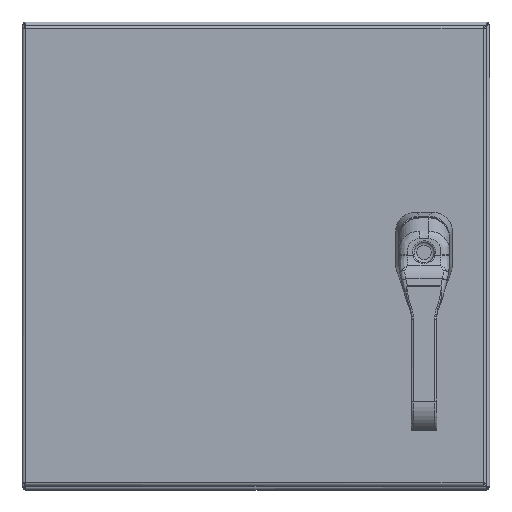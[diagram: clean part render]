
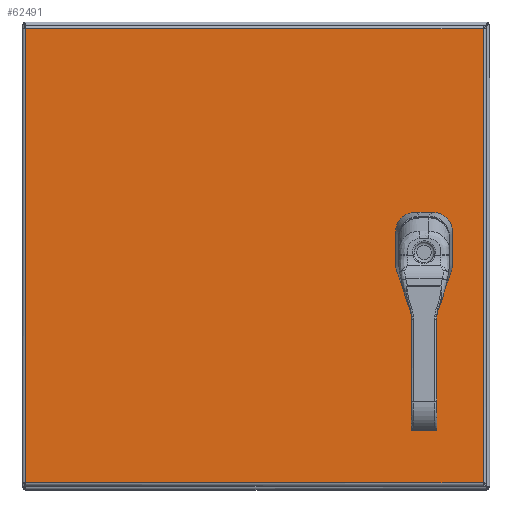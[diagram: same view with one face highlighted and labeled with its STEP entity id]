
A CAD part, top view. The second image highlights one B-rep face of the part: STEP entity #62491.
In plain terms, the highlighted planar face has unit normal (0, 0, 1).
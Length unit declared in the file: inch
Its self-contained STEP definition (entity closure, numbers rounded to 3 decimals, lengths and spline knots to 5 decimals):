
#140 = VERTEX_POINT ( 'NONE', #57871 ) ;
#289 = DIRECTION ( 'NONE',  ( 0., 0., 1. ) ) ;
#855 = LINE ( 'NONE', #64083, #63352 ) ;
#1861 = DIRECTION ( 'NONE',  ( 0., -1., 0. ) ) ;
#2030 = DIRECTION ( 'NONE',  ( 0., 0., 1. ) ) ;
#3085 = CARTESIAN_POINT ( 'NONE',  ( 13.75, 8., 8.9175 ) ) ;
#3126 = ORIENTED_EDGE ( 'NONE', *, *, #38220, .F. ) ;
#3140 = VECTOR ( 'NONE', #18140, 39.37008 ) ;
#3445 = DIRECTION ( 'NONE',  ( -1., 0., 0. ) ) ;
#3565 = CARTESIAN_POINT ( 'NONE',  ( 14.15, 7.78738, 8.9175 ) ) ;
#3598 = EDGE_CURVE ( 'NONE', #11723, #59819, #63960, .T. ) ;
#4027 = EDGE_LOOP ( 'NONE', ( #37016, #27876, #26150, #47281 ) ) ;
#4319 = CARTESIAN_POINT ( 'NONE',  ( 0.10525, 0.23025, 8.9175 ) ) ;
#5376 = VERTEX_POINT ( 'NONE', #43889 ) ;
#6592 = FACE_BOUND ( 'NONE', #15913, .T. ) ;
#6781 = CARTESIAN_POINT ( 'NONE',  ( 14.15, 8.21262, 8.9175 ) ) ;
#8503 = DIRECTION ( 'NONE',  ( -1., 0., 0. ) ) ;
#9021 = VERTEX_POINT ( 'NONE', #54970 ) ;
#9043 = CARTESIAN_POINT ( 'NONE',  ( 13.75, 8.88497, 8.9175 ) ) ;
#9932 = DIRECTION ( 'NONE',  ( 1., 0., 0. ) ) ;
#10162 = CARTESIAN_POINT ( 'NONE',  ( 13.35, 8.21262, 8.9175 ) ) ;
#10288 = AXIS2_PLACEMENT_3D ( 'NONE', #19715, #25913, #8503 ) ;
#10596 = CIRCLE ( 'NONE', #64243, 0.14 ) ;
#10667 = VERTEX_POINT ( 'NONE', #40527 ) ;
#11294 = DIRECTION ( 'NONE',  ( -1., 0., 0. ) ) ;
#11723 = VERTEX_POINT ( 'NONE', #6781 ) ;
#12339 = DIRECTION ( 'NONE',  ( -1., 0., 0. ) ) ;
#12820 = AXIS2_PLACEMENT_3D ( 'NONE', #9043, #2030, #36083 ) ;
#13250 = CARTESIAN_POINT ( 'NONE',  ( 13.75, 8., 8.9175 ) ) ;
#15913 = EDGE_LOOP ( 'NONE', ( #68588 ) ) ;
#16581 = CARTESIAN_POINT ( 'NONE',  ( 7.9375, 15.76975, 8.9175 ) ) ;
#17450 = CARTESIAN_POINT ( 'NONE',  ( 13.61, 7.11397, 8.9175 ) ) ;
#17856 = ORIENTED_EDGE ( 'NONE', *, *, #58888, .F. ) ;
#18140 = DIRECTION ( 'NONE',  ( 0., 1., 0. ) ) ;
#18308 = DIRECTION ( 'NONE',  ( 0., 0., 1. ) ) ;
#18399 = CIRCLE ( 'NONE', #28218, 0.453 ) ;
#18983 = DIRECTION ( 'NONE',  ( -1., 0., 0. ) ) ;
#19228 = DIRECTION ( 'NONE',  ( 0., 0., 1. ) ) ;
#19715 = CARTESIAN_POINT ( 'NONE',  ( 13.75, 6.62197, 8.9175 ) ) ;
#21080 = VECTOR ( 'NONE', #9932, 39.37008 ) ;
#21894 = CARTESIAN_POINT ( 'NONE',  ( 7.9375, 7.6, 8.9175 ) ) ;
#23350 = CARTESIAN_POINT ( 'NONE',  ( 7.9375, 8.4, 8.9175 ) ) ;
#23387 = DIRECTION ( 'NONE',  ( -1., 0., 0. ) ) ;
#24629 = DIRECTION ( 'NONE',  ( 0., 1., 0. ) ) ;
#25913 = DIRECTION ( 'NONE',  ( 0., 0., 1. ) ) ;
#26011 = VERTEX_POINT ( 'NONE', #17450 ) ;
#26150 = ORIENTED_EDGE ( 'NONE', *, *, #34239, .F. ) ;
#26501 = EDGE_LOOP ( 'NONE', ( #48491 ) ) ;
#26652 = VECTOR ( 'NONE', #3445, 39.37008 ) ;
#27395 = CARTESIAN_POINT ( 'NONE',  ( 13.53738, 7.6, 8.9175 ) ) ;
#27750 = VECTOR ( 'NONE', #46324, 39.37008 ) ;
#27876 = ORIENTED_EDGE ( 'NONE', *, *, #65160, .F. ) ;
#27912 = CARTESIAN_POINT ( 'NONE',  ( 13.35, 8., 8.9175 ) ) ;
#27986 = DIRECTION ( 'NONE',  ( 1., 0., 0. ) ) ;
#28218 = AXIS2_PLACEMENT_3D ( 'NONE', #52495, #18308, #12339 ) ;
#29282 = DIRECTION ( 'NONE',  ( 0., 0., -1. ) ) ;
#29653 = EDGE_CURVE ( 'NONE', #26011, #26011, #10596, .T. ) ;
#29657 = EDGE_CURVE ( 'NONE', #10667, #51138, #69353, .T. ) ;
#30255 = DIRECTION ( 'NONE',  ( 0., 0., 1. ) ) ;
#30302 = LINE ( 'NONE', #23350, #27750 ) ;
#30606 = EDGE_CURVE ( 'NONE', #51081, #11723, #55612, .T. ) ;
#30875 = EDGE_LOOP ( 'NONE', ( #68495 ) ) ;
#30878 = CIRCLE ( 'NONE', #56858, 0.453 ) ;
#31427 = FACE_BOUND ( 'NONE', #44048, .T. ) ;
#31705 = ORIENTED_EDGE ( 'NONE', *, *, #30606, .F. ) ;
#33300 = CIRCLE ( 'NONE', #56247, 0.453 ) ;
#33420 = LINE ( 'NONE', #21894, #21080 ) ;
#33485 = EDGE_CURVE ( 'NONE', #140, #140, #68532, .T. ) ;
#33832 = AXIS2_PLACEMENT_3D ( 'NONE', #57360, #29282, #23387 ) ;
#34239 = EDGE_CURVE ( 'NONE', #49975, #9021, #51276, .T. ) ;
#35055 = CARTESIAN_POINT ( 'NONE',  ( 13.75, 8., 8.9175 ) ) ;
#35094 = CARTESIAN_POINT ( 'NONE',  ( 0.10525, 15.76975, 8.9175 ) ) ;
#36083 = DIRECTION ( 'NONE',  ( -1., 0., 0. ) ) ;
#36546 = CIRCLE ( 'NONE', #10288, 0.14 ) ;
#37016 = ORIENTED_EDGE ( 'NONE', *, *, #29657, .F. ) ;
#38220 = EDGE_CURVE ( 'NONE', #66076, #53283, #33420, .T. ) ;
#39315 = EDGE_CURVE ( 'NONE', #70101, #41374, #30878, .T. ) ;
#39535 = AXIS2_PLACEMENT_3D ( 'NONE', #13250, #19228, #18983 ) ;
#40527 = CARTESIAN_POINT ( 'NONE',  ( 15.76975, 0.23025, 8.9175 ) ) ;
#40893 = CARTESIAN_POINT ( 'NONE',  ( 15.76975, 8., 8.9175 ) ) ;
#41374 = VERTEX_POINT ( 'NONE', #10162 ) ;
#41676 = PLANE ( 'NONE',  #33832 ) ;
#41918 = ORIENTED_EDGE ( 'NONE', *, *, #65036, .F. ) ;
#42117 = VERTEX_POINT ( 'NONE', #66412 ) ;
#42925 = ORIENTED_EDGE ( 'NONE', *, *, #39315, .F. ) ;
#43177 = CARTESIAN_POINT ( 'NONE',  ( 13.75, 7.11397, 8.9175 ) ) ;
#43889 = CARTESIAN_POINT ( 'NONE',  ( 13.61, 6.62197, 8.9175 ) ) ;
#44048 = EDGE_LOOP ( 'NONE', ( #41918, #62681, #31705, #17856, #3126, #60454, #64130, #42925 ) ) ;
#45531 = VECTOR ( 'NONE', #72730, 39.37008 ) ;
#46324 = DIRECTION ( 'NONE',  ( -1., 0., 0. ) ) ;
#46493 = FACE_BOUND ( 'NONE', #26501, .T. ) ;
#46572 = EDGE_CURVE ( 'NONE', #41374, #42117, #60698, .T. ) ;
#47281 = ORIENTED_EDGE ( 'NONE', *, *, #64158, .F. ) ;
#48491 = ORIENTED_EDGE ( 'NONE', *, *, #29653, .F. ) ;
#48874 = CARTESIAN_POINT ( 'NONE',  ( 7.9375, 0.23025, 8.9175 ) ) ;
#49339 = CARTESIAN_POINT ( 'NONE',  ( 13.53738, 8.4, 8.9175 ) ) ;
#49835 = VECTOR ( 'NONE', #1861, 39.37008 ) ;
#49932 = CARTESIAN_POINT ( 'NONE',  ( 13.96262, 7.6, 8.9175 ) ) ;
#49975 = VERTEX_POINT ( 'NONE', #35094 ) ;
#51081 = VERTEX_POINT ( 'NONE', #3565 ) ;
#51138 = VERTEX_POINT ( 'NONE', #4319 ) ;
#51276 = LINE ( 'NONE', #16581, #70078 ) ;
#52495 = CARTESIAN_POINT ( 'NONE',  ( 13.75, 8., 8.9175 ) ) ;
#52821 = FACE_OUTER_BOUND ( 'NONE', #4027, .T. ) ;
#53283 = VERTEX_POINT ( 'NONE', #49932 ) ;
#54970 = CARTESIAN_POINT ( 'NONE',  ( 15.76975, 15.76975, 8.9175 ) ) ;
#55612 = LINE ( 'NONE', #57584, #3140 ) ;
#56247 = AXIS2_PLACEMENT_3D ( 'NONE', #35055, #289, #11294 ) ;
#56858 = AXIS2_PLACEMENT_3D ( 'NONE', #3085, #71516, #71029 ) ;
#57360 = CARTESIAN_POINT ( 'NONE',  ( 7.9375, 8., 8.9175 ) ) ;
#57584 = CARTESIAN_POINT ( 'NONE',  ( 14.15, 8., 8.9175 ) ) ;
#57871 = CARTESIAN_POINT ( 'NONE',  ( 13.61, 8.88497, 8.9175 ) ) ;
#58888 = EDGE_CURVE ( 'NONE', #53283, #51081, #18399, .T. ) ;
#59085 = DIRECTION ( 'NONE',  ( -1., 0., 0. ) ) ;
#59819 = VERTEX_POINT ( 'NONE', #64201 ) ;
#60454 = ORIENTED_EDGE ( 'NONE', *, *, #68207, .F. ) ;
#60698 = LINE ( 'NONE', #27912, #45531 ) ;
#61668 = FACE_BOUND ( 'NONE', #30875, .T. ) ;
#62491 = ADVANCED_FACE ( 'NONE', ( #61668, #46493, #6592, #31427, #52821 ), #41676, .F. ) ;
#62681 = ORIENTED_EDGE ( 'NONE', *, *, #3598, .F. ) ;
#63352 = VECTOR ( 'NONE', #24629, 39.37008 ) ;
#63960 = CIRCLE ( 'NONE', #39535, 0.453 ) ;
#64083 = CARTESIAN_POINT ( 'NONE',  ( 0.10525, 8., 8.9175 ) ) ;
#64130 = ORIENTED_EDGE ( 'NONE', *, *, #46572, .F. ) ;
#64158 = EDGE_CURVE ( 'NONE', #51138, #49975, #855, .T. ) ;
#64201 = CARTESIAN_POINT ( 'NONE',  ( 13.96262, 8.4, 8.9175 ) ) ;
#64243 = AXIS2_PLACEMENT_3D ( 'NONE', #43177, #30255, #59085 ) ;
#64806 = EDGE_CURVE ( 'NONE', #5376, #5376, #36546, .T. ) ;
#65017 = LINE ( 'NONE', #40893, #49835 ) ;
#65036 = EDGE_CURVE ( 'NONE', #59819, #70101, #30302, .T. ) ;
#65160 = EDGE_CURVE ( 'NONE', #9021, #10667, #65017, .T. ) ;
#66076 = VERTEX_POINT ( 'NONE', #27395 ) ;
#66412 = CARTESIAN_POINT ( 'NONE',  ( 13.35, 7.78738, 8.9175 ) ) ;
#68207 = EDGE_CURVE ( 'NONE', #42117, #66076, #33300, .T. ) ;
#68495 = ORIENTED_EDGE ( 'NONE', *, *, #64806, .F. ) ;
#68532 = CIRCLE ( 'NONE', #12820, 0.14 ) ;
#68588 = ORIENTED_EDGE ( 'NONE', *, *, #33485, .F. ) ;
#69353 = LINE ( 'NONE', #48874, #26652 ) ;
#70078 = VECTOR ( 'NONE', #27986, 39.37008 ) ;
#70101 = VERTEX_POINT ( 'NONE', #49339 ) ;
#71029 = DIRECTION ( 'NONE',  ( -1., 0., 0. ) ) ;
#71516 = DIRECTION ( 'NONE',  ( 0., 0., 1. ) ) ;
#72730 = DIRECTION ( 'NONE',  ( 0., -1., 0. ) ) ;
